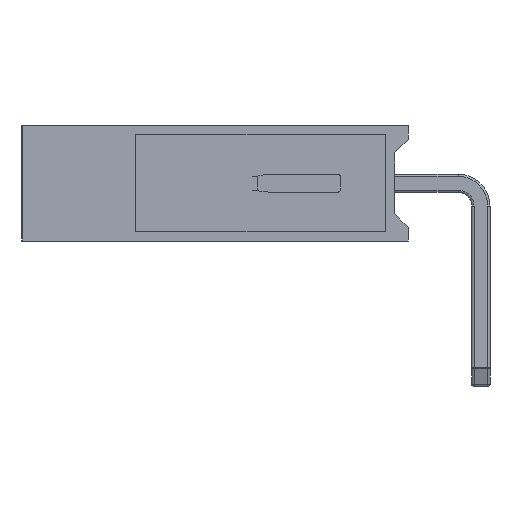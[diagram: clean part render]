
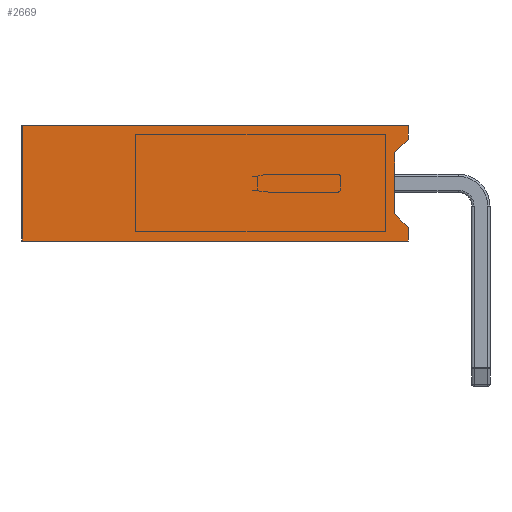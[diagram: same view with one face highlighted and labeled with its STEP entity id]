
A CAD part, left-side view. The second image highlights one B-rep face of the part: STEP entity #2669.
In plain terms, the highlighted planar face has unit normal (-1, 0, 0).
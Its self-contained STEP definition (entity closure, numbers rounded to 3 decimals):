
#162=PLANE('',#2907);
#237=FACE_OUTER_BOUND('',#400,.T.);
#400=EDGE_LOOP('',(#1769,#1770,#1771,#1772,#1773,#1774,#1775,#1776));
#567=LINE('',#4194,#765);
#571=LINE('',#4202,#769);
#577=LINE('',#4217,#775);
#588=LINE('',#4237,#786);
#589=LINE('',#4240,#787);
#592=LINE('',#4246,#790);
#593=LINE('',#4248,#791);
#594=LINE('',#4249,#792);
#765=VECTOR('',#3304,10.);
#769=VECTOR('',#3310,10.);
#775=VECTOR('',#3322,10.);
#786=VECTOR('',#3339,10.);
#787=VECTOR('',#3342,10.);
#790=VECTOR('',#3347,10.);
#791=VECTOR('',#3348,10.);
#792=VECTOR('',#3349,10.);
#1119=VERTEX_POINT('',#4192);
#1120=VERTEX_POINT('',#4193);
#1123=VERTEX_POINT('',#4201);
#1129=VERTEX_POINT('',#4216);
#1135=VERTEX_POINT('',#4235);
#1136=VERTEX_POINT('',#4239);
#1138=VERTEX_POINT('',#4245);
#1139=VERTEX_POINT('',#4247);
#1343=EDGE_CURVE('',#1119,#1120,#567,.T.);
#1347=EDGE_CURVE('',#1123,#1120,#571,.T.);
#1355=EDGE_CURVE('',#1123,#1129,#577,.T.);
#1366=EDGE_CURVE('',#1119,#1135,#588,.T.);
#1367=EDGE_CURVE('',#1136,#1129,#589,.T.);
#1370=EDGE_CURVE('',#1135,#1138,#592,.T.);
#1371=EDGE_CURVE('',#1139,#1138,#593,.T.);
#1372=EDGE_CURVE('',#1136,#1139,#594,.T.);
#1769=ORIENTED_EDGE('',*,*,#1347,.T.);
#1770=ORIENTED_EDGE('',*,*,#1343,.F.);
#1771=ORIENTED_EDGE('',*,*,#1366,.T.);
#1772=ORIENTED_EDGE('',*,*,#1370,.T.);
#1773=ORIENTED_EDGE('',*,*,#1371,.F.);
#1774=ORIENTED_EDGE('',*,*,#1372,.F.);
#1775=ORIENTED_EDGE('',*,*,#1367,.T.);
#1776=ORIENTED_EDGE('',*,*,#1355,.F.);
#2669=ADVANCED_FACE('',(#237),#162,.T.);
#2907=AXIS2_PLACEMENT_3D('',#4244,#3345,#3346);
#3304=DIRECTION('',(0.,0.707,-0.707));
#3310=DIRECTION('',(0.,0.,1.));
#3322=DIRECTION('',(0.,-0.707,-0.707));
#3339=DIRECTION('',(0.,0.,1.));
#3342=DIRECTION('',(0.,0.,1.));
#3345=DIRECTION('center_axis',(-1.,0.,0.));
#3346=DIRECTION('ref_axis',(0.,0.,
1.));
#3347=DIRECTION('',(0.,1.,0.));
#3348=DIRECTION('',(0.,0.,1.));
#3349=DIRECTION('',(0.,1.,0.));
#4192=CARTESIAN_POINT('',(-1.27,1.6,2.24));
#4193=CARTESIAN_POINT('',(-1.27,1.9,1.94));
#4194=CARTESIAN_POINT('',(-1.27,2.235,1.605));
#4201=CARTESIAN_POINT('',(-1.27,1.9,0.6));
#4202=CARTESIAN_POINT('',(-1.27,1.9,0.635));
#4216=CARTESIAN_POINT('',(-1.27,1.6,0.3));
#4217=CARTESIAN_POINT('',(-1.27,1.6,0.3));
#4235=CARTESIAN_POINT('',(-1.27,1.6,2.54));
#4237=CARTESIAN_POINT('',(-1.27,1.6,0.));
#4239=CARTESIAN_POINT('',(-1.27,1.6,0.));
#4240=CARTESIAN_POINT('',(-1.27,1.6,0.));
#4244=CARTESIAN_POINT('Origin',(-1.27,1.6,0.));
#4245=CARTESIAN_POINT('',(-1.27,10.1,2.54));
#4246=CARTESIAN_POINT('',(-1.27,1.6,2.54));
#4247=CARTESIAN_POINT('',(-1.27,10.1,0.));
#4248=CARTESIAN_POINT('',(-1.27,10.1,0.));
#4249=CARTESIAN_POINT('',(-1.27,1.6,0.));
